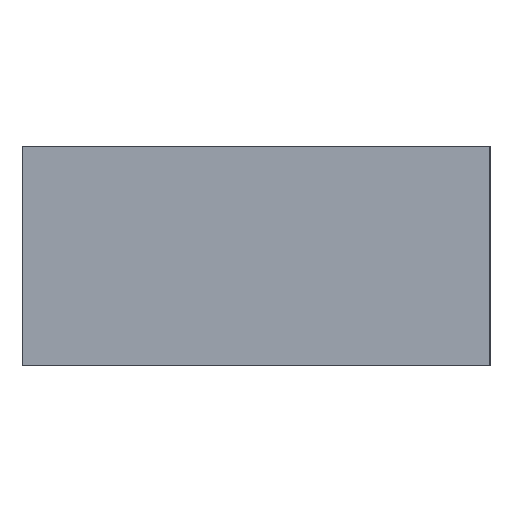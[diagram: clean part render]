
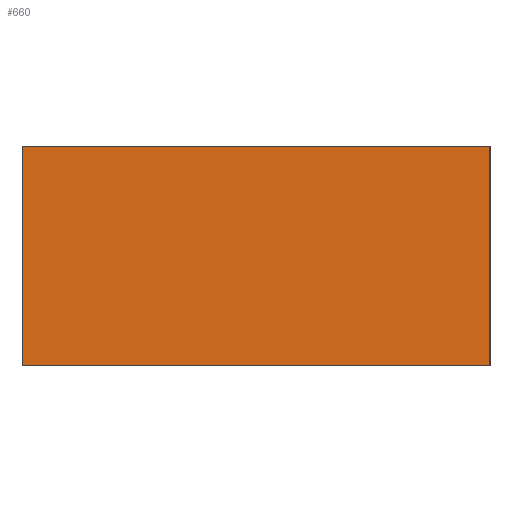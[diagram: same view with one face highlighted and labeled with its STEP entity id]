
A CAD part, left-side view. The second image highlights one B-rep face of the part: STEP entity #660.
In plain terms, the highlighted planar face has unit normal (-1, 0, 0).
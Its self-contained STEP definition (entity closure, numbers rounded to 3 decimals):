
#574=CARTESIAN_POINT('',(-1.6,-0.425,0.375));
#575=VERTEX_POINT('',#574);
#613=CARTESIAN_POINT('',(-1.6,1.175,0.375));
#614=VERTEX_POINT('',#613);
#621=CARTESIAN_POINT('',(-1.6,-0.425,0.375));
#622=DIRECTION('',(0.,1.,-0.));
#623=VECTOR('',#622,1.6);
#624=LINE('',#621,#623);
#625=EDGE_CURVE('NONE',#575,#614,#624,.T.);
#630=CARTESIAN_POINT('',(-1.6,-0.425,-0.375));
#631=DIRECTION('',(1.,0.,0.));
#632=DIRECTION('',(0.,1.,-0.));
#633=AXIS2_PLACEMENT_3D('',#630,#631,#632);
#634=PLANE('',#633);
#635=CARTESIAN_POINT('',(-1.6,1.175,-0.375));
#636=VERTEX_POINT('',#635);
#637=CARTESIAN_POINT('',(-1.6,1.175,0.375));
#638=DIRECTION('',(-0.,-0.,-1.));
#639=VECTOR('',#638,0.75);
#640=LINE('',#637,#639);
#641=EDGE_CURVE('NONE',#614,#636,#640,.T.);
#642=ORIENTED_EDGE('',*,*,#641,.T.);
#643=CARTESIAN_POINT('',(-1.6,-0.425,-0.375));
#644=VERTEX_POINT('',#643);
#645=CARTESIAN_POINT('',(-1.6,-0.425,-0.375));
#646=DIRECTION('',(-0.,1.,-0.));
#647=VECTOR('',#646,1.6);
#648=LINE('',#645,#647);
#649=EDGE_CURVE('NONE',#644,#636,#648,.T.);
#650=ORIENTED_EDGE('',*,*,#649,.F.);
#651=CARTESIAN_POINT('',(-1.6,-0.425,0.375));
#652=DIRECTION('',(-0.,-0.,-1.));
#653=VECTOR('',#652,0.75);
#654=LINE('',#651,#653);
#655=EDGE_CURVE('NONE',#575,#644,#654,.T.);
#656=ORIENTED_EDGE('',*,*,#655,.F.);
#657=ORIENTED_EDGE('',*,*,#625,.T.);
#658=EDGE_LOOP('',(#642,#650,#656,#657));
#659=FACE_BOUND('',#658,.T.);
#660=ADVANCED_FACE('NONE',(#659),#634,.F.);
